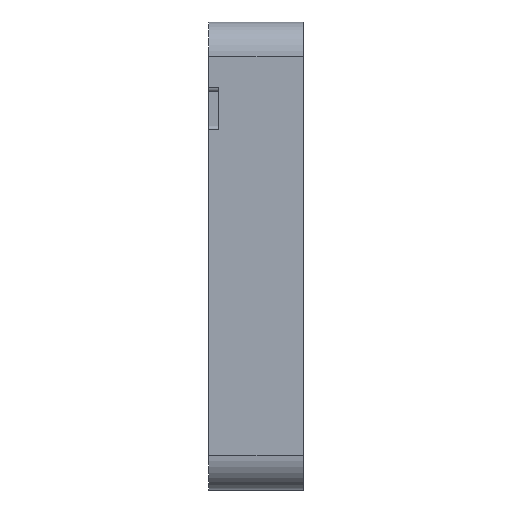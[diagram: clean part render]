
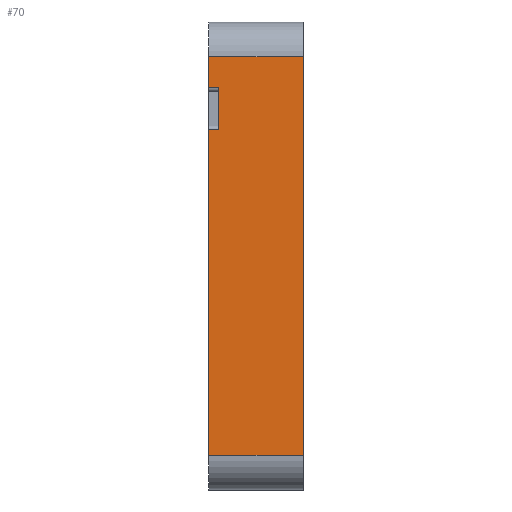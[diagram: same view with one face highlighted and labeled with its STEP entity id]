
A CAD part, front view. The second image highlights one B-rep face of the part: STEP entity #70.
In plain terms, the highlighted planar face has unit normal (0, -1, 0).
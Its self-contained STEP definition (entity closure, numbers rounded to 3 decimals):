
#70 = ADVANCED_FACE ( 'NONE', ( #351 ), #2054, .F. ) ;
#150 = VERTEX_POINT ( 'NONE', #865 ) ;
#278 = VERTEX_POINT ( 'NONE', #3203 ) ;
#305 = CARTESIAN_POINT ( 'NONE',  ( 195.376, -5., -120. ) ) ;
#351 = FACE_OUTER_BOUND ( 'NONE', #1818, .T. ) ;
#553 = VECTOR ( 'NONE', #1495, 1000. ) ;
#610 = DIRECTION ( 'NONE',  ( 0., 0., -1. ) ) ;
#636 = CARTESIAN_POINT ( 'NONE',  ( -3., -5., -14. ) ) ;
#696 = ORIENTED_EDGE ( 'NONE', *, *, #5230, .F. ) ;
#865 = CARTESIAN_POINT ( 'NONE',  ( 24.35, -5., -120. ) ) ;
#876 = VECTOR ( 'NONE', #4676, 1000. ) ;
#1100 = CARTESIAN_POINT ( 'NONE',  ( 195.376, -5., -14. ) ) ;
#1144 = DIRECTION ( 'NONE',  ( 0., 0., -1. ) ) ;
#1338 = ORIENTED_EDGE ( 'NONE', *, *, #5271, .F. ) ;
#1495 = DIRECTION ( 'NONE',  ( -1., 0., 0. ) ) ;
#1556 = DIRECTION ( 'NONE',  ( 1., 0., 0. ) ) ;
#1593 = DIRECTION ( 'NONE',  ( -1., 0., 0. ) ) ;
#1606 = VECTOR ( 'NONE', #1144, 1000. ) ;
#1636 = DIRECTION ( 'NONE',  ( 0., 1., 0. ) ) ;
#1675 = VECTOR ( 'NONE', #2365, 1000. ) ;
#1726 = ORIENTED_EDGE ( 'NONE', *, *, #5314, .T. ) ;
#1759 = VECTOR ( 'NONE', #610, 1000. ) ;
#1777 = VERTEX_POINT ( 'NONE', #636 ) ;
#1784 = ORIENTED_EDGE ( 'NONE', *, *, #4026, .T. ) ;
#1818 = EDGE_LOOP ( 'NONE', ( #696, #2666, #3405, #2533, #1338, #1726, #1784, #2751 ) ) ;
#1860 = VECTOR ( 'NONE', #1556, 1000. ) ;
#2005 = EDGE_CURVE ( 'NONE', #1777, #3943, #4447, .T. ) ;
#2008 = CARTESIAN_POINT ( 'NONE',  ( 0., -5., -14. ) ) ;
#2054 = PLANE ( 'NONE',  #2291 ) ;
#2145 = CARTESIAN_POINT ( 'NONE',  ( -3., -5., 0. ) ) ;
#2288 = VERTEX_POINT ( 'NONE', #3488 ) ;
#2291 = AXIS2_PLACEMENT_3D ( 'NONE', #5376, #1636, #2777 ) ;
#2365 = DIRECTION ( 'NONE',  ( 0., 0., 1. ) ) ;
#2427 = EDGE_CURVE ( 'NONE', #150, #278, #3270, .T. ) ;
#2437 = EDGE_CURVE ( 'NONE', #5014, #278, #3211, .T. ) ;
#2533 = ORIENTED_EDGE ( 'NONE', *, *, #2427, .F. ) ;
#2666 = ORIENTED_EDGE ( 'NONE', *, *, #3261, .T. ) ;
#2751 = ORIENTED_EDGE ( 'NONE', *, *, #2005, .T. ) ;
#2777 = DIRECTION ( 'NONE',  ( 0., 0., 1. ) ) ;
#2927 = LINE ( 'NONE', #2145, #876 ) ;
#2942 = CARTESIAN_POINT ( 'NONE',  ( 195.376, -5., -26. ) ) ;
#3023 = CARTESIAN_POINT ( 'NONE',  ( 0., -5., -26. ) ) ;
#3116 = CARTESIAN_POINT ( 'NONE',  ( 0., -5., -15. ) ) ;
#3203 = CARTESIAN_POINT ( 'NONE',  ( -3., -5., -120. ) ) ;
#3211 = LINE ( 'NONE', #4882, #1606 ) ;
#3224 = LINE ( 'NONE', #3116, #1675 ) ;
#3261 = EDGE_CURVE ( 'NONE', #4694, #5014, #3319, .T. ) ;
#3270 = LINE ( 'NONE', #305, #553 ) ;
#3296 = DIRECTION ( 'NONE',  ( -1., 0., 0. ) ) ;
#3319 = LINE ( 'NONE', #2942, #4397 ) ;
#3405 = ORIENTED_EDGE ( 'NONE', *, *, #2437, .T. ) ;
#3488 = CARTESIAN_POINT ( 'NONE',  ( -3., -5., -5. ) ) ;
#3536 = CARTESIAN_POINT ( 'NONE',  ( 24.35, -5., 0. ) ) ;
#3766 = CARTESIAN_POINT ( 'NONE',  ( 24.35, -5., -5. ) ) ;
#3943 = VERTEX_POINT ( 'NONE', #2008 ) ;
#4026 = EDGE_CURVE ( 'NONE', #2288, #1777, #2927, .T. ) ;
#4028 = VERTEX_POINT ( 'NONE', #3766 ) ;
#4350 = LINE ( 'NONE', #3536, #1759 ) ;
#4397 = VECTOR ( 'NONE', #3296, 1000. ) ;
#4447 = LINE ( 'NONE', #1100, #1860 ) ;
#4492 = LINE ( 'NONE', #5335, #5247 ) ;
#4676 = DIRECTION ( 'NONE',  ( 0., 0., -1. ) ) ;
#4694 = VERTEX_POINT ( 'NONE', #3023 ) ;
#4882 = CARTESIAN_POINT ( 'NONE',  ( -3., -5., 0. ) ) ;
#5014 = VERTEX_POINT ( 'NONE', #5172 ) ;
#5172 = CARTESIAN_POINT ( 'NONE',  ( -3., -5., -26. ) ) ;
#5230 = EDGE_CURVE ( 'NONE', #4694, #3943, #3224, .T. ) ;
#5247 = VECTOR ( 'NONE', #1593, 1000. ) ;
#5271 = EDGE_CURVE ( 'NONE', #4028, #150, #4350, .T. ) ;
#5314 = EDGE_CURVE ( 'NONE', #4028, #2288, #4492, .T. ) ;
#5335 = CARTESIAN_POINT ( 'NONE',  ( 195.376, -5., -5. ) ) ;
#5376 = CARTESIAN_POINT ( 'NONE',  ( 195.376, -5., 0. ) ) ;
